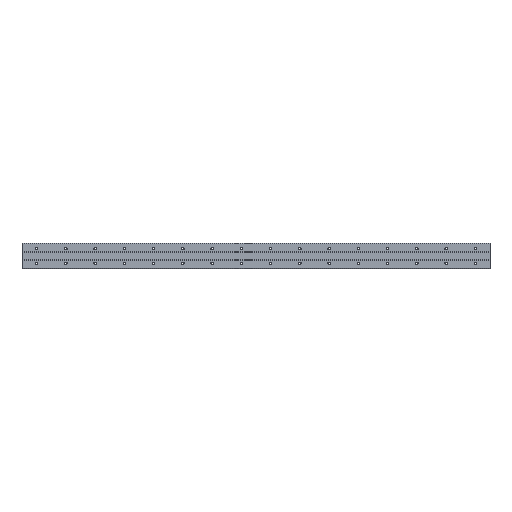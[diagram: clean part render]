
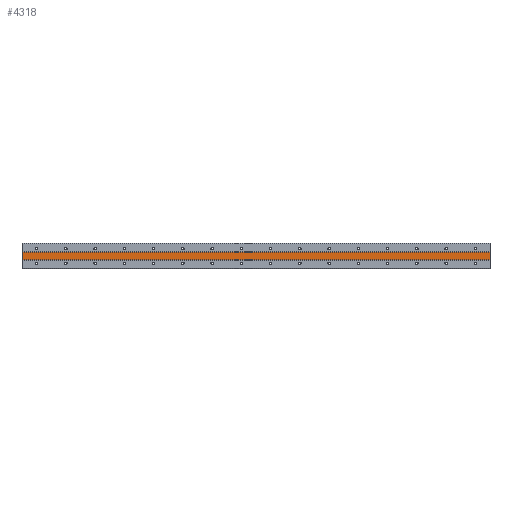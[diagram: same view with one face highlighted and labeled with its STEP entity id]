
A CAD part, front view. The second image highlights one B-rep face of the part: STEP entity #4318.
In plain terms, the highlighted planar face has unit normal (0, -1, 0).
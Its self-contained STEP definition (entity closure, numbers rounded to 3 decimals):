
#218 = EDGE_CURVE ( 'NONE', #1710, #1152, #3277, .T. ) ;
#473 = ORIENTED_EDGE ( 'NONE', *, *, #3679, .T. ) ;
#571 = VERTEX_POINT ( 'NONE', #3090 ) ;
#817 = LINE ( 'NONE', #5964, #4781 ) ;
#832 = EDGE_CURVE ( 'NONE', #1114, #571, #3929, .T. ) ;
#897 = VECTOR ( 'NONE', #3976, 1000. ) ;
#1114 = VERTEX_POINT ( 'NONE', #3373 ) ;
#1152 = VERTEX_POINT ( 'NONE', #2477 ) ;
#1471 = AXIS2_PLACEMENT_3D ( 'NONE', #2286, #4935, #4037 ) ;
#1580 = VECTOR ( 'NONE', #2358, 1000. ) ;
#1710 = VERTEX_POINT ( 'NONE', #4238 ) ;
#1740 = VECTOR ( 'NONE', #4433, 1000. ) ;
#2107 = LINE ( 'NONE', #5769, #897 ) ;
#2223 = PLANE ( 'NONE',  #1471 ) ;
#2286 = CARTESIAN_POINT ( 'NONE',  ( 1240., 1., 10. ) ) ;
#2303 = EDGE_LOOP ( 'NONE', ( #473, #2423, #5760, #4286 ) ) ;
#2358 = DIRECTION ( 'NONE',  ( 0., 0., -1. ) ) ;
#2423 = ORIENTED_EDGE ( 'NONE', *, *, #218, .F. ) ;
#2477 = CARTESIAN_POINT ( 'NONE',  ( 1240., 1., -10. ) ) ;
#3090 = CARTESIAN_POINT ( 'NONE',  ( -40., 1., -10. ) ) ;
#3096 = EDGE_CURVE ( 'NONE', #1114, #1710, #817, .T. ) ;
#3118 = FACE_OUTER_BOUND ( 'NONE', #2303, .T. ) ;
#3277 = LINE ( 'NONE', #5207, #1580 ) ;
#3373 = CARTESIAN_POINT ( 'NONE',  ( -40., 1., 10. ) ) ;
#3679 = EDGE_CURVE ( 'NONE', #571, #1152, #2107, .T. ) ;
#3929 = LINE ( 'NONE', #4919, #1740 ) ;
#3976 = DIRECTION ( 'NONE',  ( 1., 0., 0. ) ) ;
#4037 = DIRECTION ( 'NONE',  ( 0., 0., 1. ) ) ;
#4142 = DIRECTION ( 'NONE',  ( 1., 0., 0. ) ) ;
#4238 = CARTESIAN_POINT ( 'NONE',  ( 1240., 1., 10. ) ) ;
#4286 = ORIENTED_EDGE ( 'NONE', *, *, #832, .T. ) ;
#4318 = ADVANCED_FACE ( 'NONE', ( #3118 ), #2223, .F. ) ;
#4433 = DIRECTION ( 'NONE',  ( 0., 0., -1. ) ) ;
#4781 = VECTOR ( 'NONE', #4142, 1000. ) ;
#4919 = CARTESIAN_POINT ( 'NONE',  ( -40., 1., 34.482 ) ) ;
#4935 = DIRECTION ( 'NONE',  ( 0., 1., 0. ) ) ;
#5207 = CARTESIAN_POINT ( 'NONE',  ( 1240., 1., 34.482 ) ) ;
#5760 = ORIENTED_EDGE ( 'NONE', *, *, #3096, .F. ) ;
#5769 = CARTESIAN_POINT ( 'NONE',  ( 1240., 1., -10. ) ) ;
#5964 = CARTESIAN_POINT ( 'NONE',  ( 1240., 1., 10. ) ) ;
